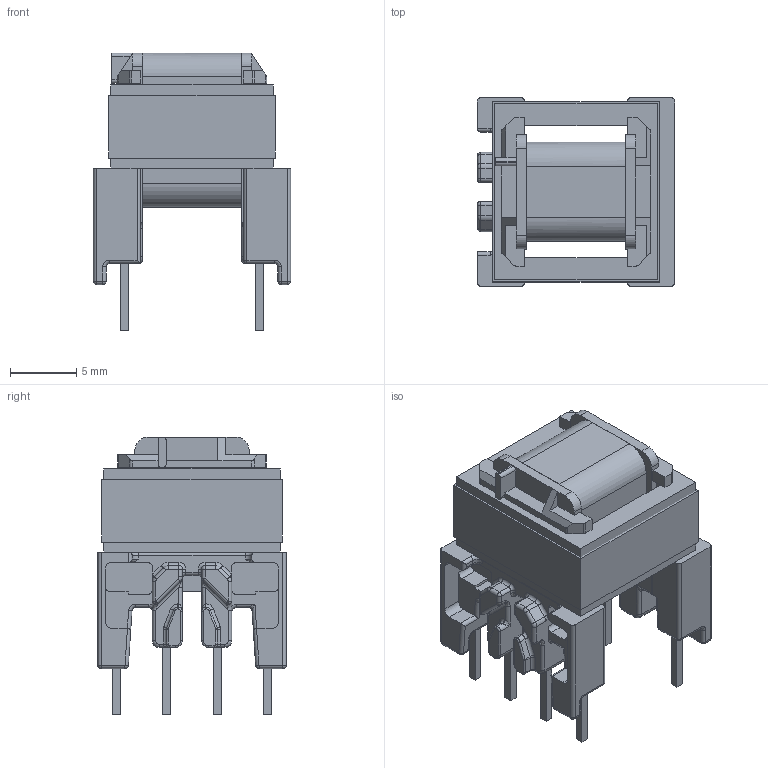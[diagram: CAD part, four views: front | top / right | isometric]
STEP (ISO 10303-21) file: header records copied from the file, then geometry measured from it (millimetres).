
FILE_DESCRIPTION(/* description */ ('Unknown'),/* implementation_level */ '2;1');
FILE_NAME(/* name */ 'T_Wurth_WE-OLLT-EE13_6_6_7PINS',/* time_stamp */ '2025-12-26T10:18:03+08:00',/* author */ ('Unknown'),/* organization */ ('Unknown'),/* preprocessor_version */ 'ST-DEVELOPER v19.4',/* originating_system */ 'Solid Edge',/* authorisation */ 'Unknown');
FILE_SCHEMA (('AUTOMOTIVE_DESIGN {1 0 10303 214 3 1 1}'));
Length unit declared in the file: millimetre
Products named in the file (2): T_Wurth_WE-OLLT-EE13_6_6_7PINS
Assembly tree (1 placements, depth 2):
  T_Wurth_WE-OLLT-EE13_6_6_7PINS
    T_Wurth_WE-OLLT-EE13_6_6_7PINS
Bounding box: 14.91 x 14.25 x 21.01 mm (x, y, z)
Volume: 1641.5 mm3; surface area: 2507.5 mm2
Topology: 1 solids, 1 shells, 672 faces, 1691 edges, 983 vertices
Faces by surface type: cylinder 268, plane 246, torus 97, sphere 33, bspline 28
Entity records: 25160 total; most frequent: CARTESIAN_POINT 4632, DIRECTION 3370, ORIENTED_EDGE 3302, EDGE_CURVE 1651, AXIS2_PLACEMENT_3D 1205, VERTEX_POINT 983, LINE 960, VECTOR 960
